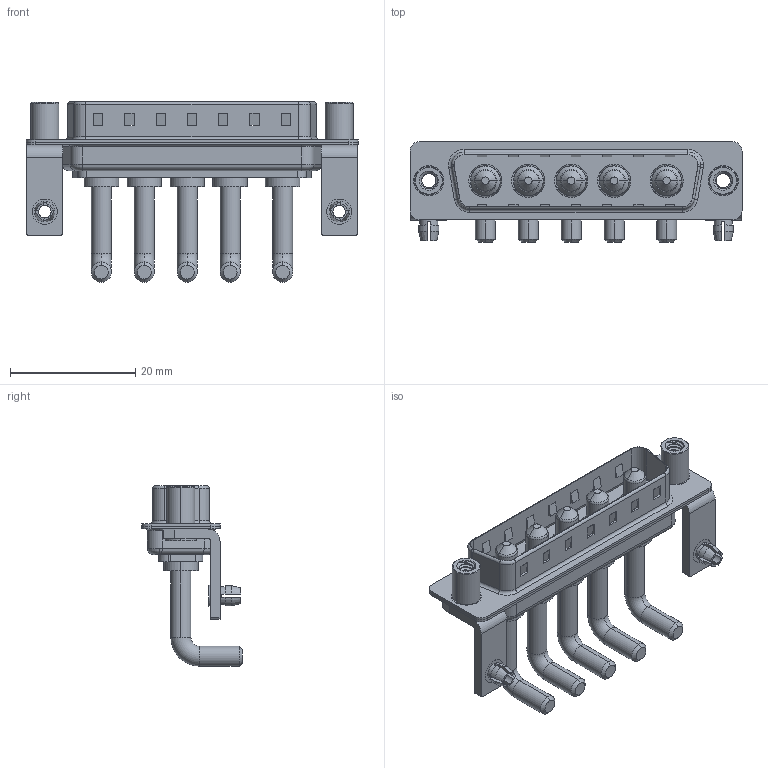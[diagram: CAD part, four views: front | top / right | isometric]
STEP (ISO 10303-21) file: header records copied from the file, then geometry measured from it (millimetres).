
FILE_DESCRIPTION (( 'STEP AP203' ), '1' );
FILE_NAME ('629-5W5-250-3N5.STEP', '2022-05-07T07:21:51', ( '' ), ( '' ), 'SwSTEP 2.0', 'SolidWorks 2020', '' );
FILE_SCHEMA (( 'CONFIG_CONTROL_DESIGN' ));
Length unit declared in the file: millimetre
Products named in the file (8): 629Combo Housing_5W5; 629-5W5-250-3N5; 629Combo Threaded Standoff_5; 629Combo Shell Front_25 Contacts; 629Combo Board Lock; Power Pin_Ext 30A RA; 629Combo Stabilizer Bracket; 629Combo Shell Rear_25 Contacts
Assembly tree (14 placements, depth 2):
  629-5W5-250-3N5
    629Combo Housing_5W5
    629Combo Shell Rear_25 Contacts
    629Combo Shell Front_25 Contacts
    629Combo Stabilizer Bracket  x2
    629Combo Board Lock  x2
    629Combo Threaded Standoff_5  x2
    Power Pin_Ext 30A RA  x5
Bounding box: 53.05 x 16.05 x 28.83 mm (x, y, z)
Volume: 4261.8 mm3; surface area: 8722.1 mm2
Topology: 19 solids, 19 shells, 771 faces, 1901 edges, 1200 vertices
Faces by surface type: cylinder 334, plane 291, torus 70, cone 65, bspline 11
Entity records: 17857 total; most frequent: CARTESIAN_POINT 4595, DIRECTION 2642, ORIENTED_EDGE 2512, EDGE_CURVE 1256, AXIS2_PLACEMENT_3D 968, VERTEX_POINT 797, LINE 706, VECTOR 706
